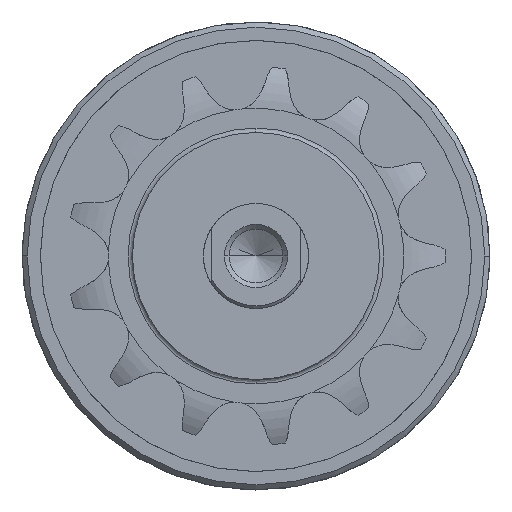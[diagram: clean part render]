
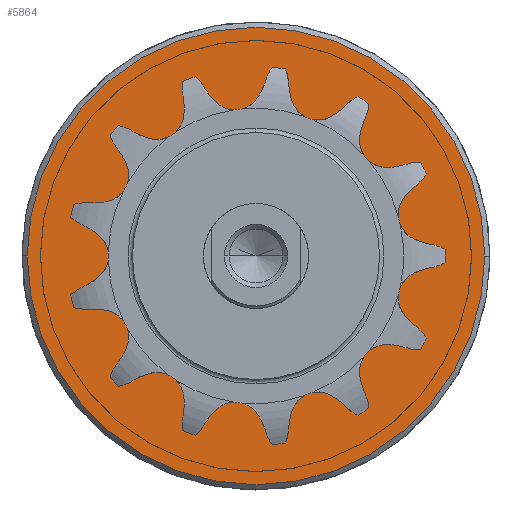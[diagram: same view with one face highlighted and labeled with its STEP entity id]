
A CAD part, left-side view. The second image highlights one B-rep face of the part: STEP entity #5864.
In plain terms, the highlighted planar face has unit normal (-1, 0, 0).
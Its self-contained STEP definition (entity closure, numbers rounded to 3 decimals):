
#83 = CARTESIAN_POINT ( 'NONE',  ( 43.506, -43.5, 0. ) ) ;
#442 = VERTEX_POINT ( 'NONE', #83 ) ;
#527 = EDGE_CURVE ( 'NONE', #442, #3050, #3381, .T. ) ;
#2209 = AXIS2_PLACEMENT_3D ( 'NONE', #6897, #2503, #8984 ) ;
#2263 = DIRECTION ( 'NONE',  ( 1., 0., 0. ) ) ;
#2503 = DIRECTION ( 'NONE',  ( -1., 0., 0. ) ) ;
#2696 = VERTEX_POINT ( 'NONE', #2703 ) ;
#2703 = CARTESIAN_POINT ( 'NONE',  ( 43.506, 0., -26.5 ) ) ;
#3050 = VERTEX_POINT ( 'NONE', #11451 ) ;
#3325 = EDGE_LOOP ( 'NONE', ( #6609, #5787 ) ) ;
#3381 = CIRCLE ( 'NONE', #5157, 43.5 ) ;
#3486 = EDGE_CURVE ( 'NONE', #3636, #2696, #8990, .T. ) ;
#3636 = VERTEX_POINT ( 'NONE', #11468 ) ;
#3722 = AXIS2_PLACEMENT_3D ( 'NONE', #5077, #9312, #13575 ) ;
#4742 = FACE_OUTER_BOUND ( 'NONE', #3325, .T. ) ;
#5001 = AXIS2_PLACEMENT_3D ( 'NONE', #9657, #2263, #12038 ) ;
#5077 = CARTESIAN_POINT ( 'NONE',  ( 43.506, 0., 0. ) ) ;
#5157 = AXIS2_PLACEMENT_3D ( 'NONE', #6002, #13388, #9270 ) ;
#5203 = ORIENTED_EDGE ( 'NONE', *, *, #6284, .T. ) ;
#5250 = DIRECTION ( 'NONE',  ( 1., 0., 0. ) ) ;
#5787 = ORIENTED_EDGE ( 'NONE', *, *, #527, .T. ) ;
#5864 = ADVANCED_FACE ( 'NONE', ( #12075, #4742 ), #8850, .T. ) ;
#6002 = CARTESIAN_POINT ( 'NONE',  ( 43.506, 0., 0. ) ) ;
#6284 = EDGE_CURVE ( 'NONE', #2696, #3636, #6354, .T. ) ;
#6354 = CIRCLE ( 'NONE', #10604, 26.5 ) ;
#6609 = ORIENTED_EDGE ( 'NONE', *, *, #7600, .T. ) ;
#6897 = CARTESIAN_POINT ( 'NONE',  ( 43.506, 0., 0. ) ) ;
#7063 = CIRCLE ( 'NONE', #3722, 43.5 ) ;
#7482 = DIRECTION ( 'NONE',  ( 0., 0., -1. ) ) ;
#7600 = EDGE_CURVE ( 'NONE', #3050, #442, #7063, .T. ) ;
#8451 = CARTESIAN_POINT ( 'NONE',  ( 43.506, 0., 0. ) ) ;
#8709 = EDGE_LOOP ( 'NONE', ( #5203, #8761 ) ) ;
#8761 = ORIENTED_EDGE ( 'NONE', *, *, #3486, .T. ) ;
#8850 = PLANE ( 'NONE',  #2209 ) ;
#8984 = DIRECTION ( 'NONE',  ( 0., 0., 1. ) ) ;
#8990 = CIRCLE ( 'NONE', #5001, 26.5 ) ;
#9270 = DIRECTION ( 'NONE',  ( 0., 1., 0. ) ) ;
#9312 = DIRECTION ( 'NONE',  ( -1., 0., 0. ) ) ;
#9657 = CARTESIAN_POINT ( 'NONE',  ( 43.506, 0., 0. ) ) ;
#10604 = AXIS2_PLACEMENT_3D ( 'NONE', #8451, #5250, #7482 ) ;
#11451 = CARTESIAN_POINT ( 'NONE',  ( 43.506, 43.5, 0. ) ) ;
#11468 = CARTESIAN_POINT ( 'NONE',  ( 43.506, 0., 26.5 ) ) ;
#12038 = DIRECTION ( 'NONE',  ( 0., 0., -1. ) ) ;
#12075 = FACE_BOUND ( 'NONE', #8709, .T. ) ;
#13388 = DIRECTION ( 'NONE',  ( -1., 0., 0. ) ) ;
#13575 = DIRECTION ( 'NONE',  ( 0., 1., 0. ) ) ;
